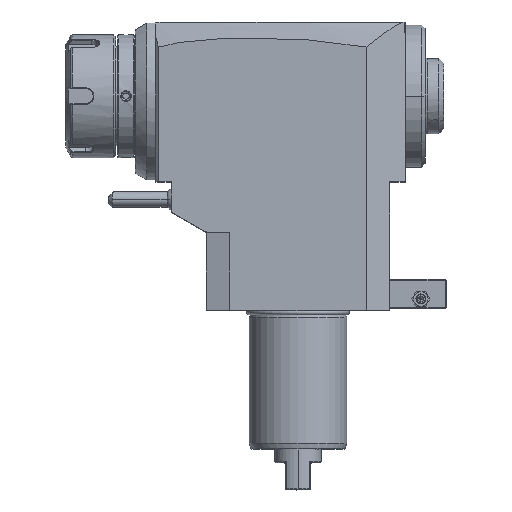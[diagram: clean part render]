
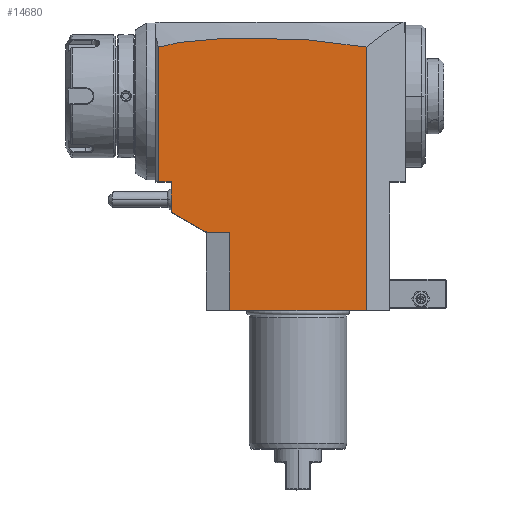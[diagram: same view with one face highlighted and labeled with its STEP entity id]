
A CAD part, top view. The second image highlights one B-rep face of the part: STEP entity #14680.
In plain terms, the highlighted planar face has unit normal (0, 0, 1).
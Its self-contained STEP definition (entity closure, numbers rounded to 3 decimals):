
#25=DIRECTION('',(-1.,0.,0.));
#26=VECTOR('',#25,70.);
#27=CARTESIAN_POINT('',(35.,0.,44.));
#28=LINE('',#27,#26);
#4469=DIRECTION('',(0.866,-0.5,0.));
#4470=VECTOR('',#4469,1.155);
#4471=CARTESIAN_POINT('',(-47.,40.577,44.));
#4472=LINE('',#4471,#4470);
#4473=DIRECTION('',(0.,1.,0.));
#4474=VECTOR('',#4473,0.577);
#4475=CARTESIAN_POINT('',(-47.,40.,44.));
#4476=LINE('',#4475,#4474);
#4477=DIRECTION('',(0.866,-0.5,0.));
#4478=VECTOR('',#4477,20.785);
#4479=CARTESIAN_POINT('',(-65.,50.392,44.));
#4480=LINE('',#4479,#4478);
#4481=DIRECTION('',(0.,-1.,0.));
#4482=VECTOR('',#4481,15.608);
#4483=CARTESIAN_POINT('',(-65.,66.,44.));
#4484=LINE('',#4483,#4482);
#4485=DIRECTION('',(0.,-1.,0.));
#4486=VECTOR('',#4485,69.054);
#4487=CARTESIAN_POINT('',(-71.5,135.054,44.));
#4488=LINE('',#4487,#4486);
#4489=CARTESIAN_POINT('',(35.,135.17,44.));
#4490=CARTESIAN_POINT('',(33.75,135.412,44.));
#4491=CARTESIAN_POINT('',(31.235,135.868,44.));
#4492=CARTESIAN_POINT('',(27.421,136.482,44.));
#4493=CARTESIAN_POINT('',(23.553,137.035,44.));
#4494=CARTESIAN_POINT('',(19.629,137.534,44.));
#4495=CARTESIAN_POINT('',(15.612,137.988,44.));
#4496=CARTESIAN_POINT('',(11.317,138.416,44.));
#4497=CARTESIAN_POINT('',(6.561,138.824,44.));
#4498=CARTESIAN_POINT('',(1.204,139.208,44.));
#4499=CARTESIAN_POINT('',(-4.429,139.525,44.));
#4500=CARTESIAN_POINT('',(-10.023,139.759,44.));
#4501=CARTESIAN_POINT('',(-15.568,139.913,44.));
#4502=CARTESIAN_POINT('',(-21.083,139.986,44.));
#4503=CARTESIAN_POINT('',(-26.525,139.98,44.));
#4504=CARTESIAN_POINT('',(-31.824,139.895,44.));
#4505=CARTESIAN_POINT('',(-36.782,139.737,44.));
#4506=CARTESIAN_POINT('',(-41.282,139.524,44.));
#4507=CARTESIAN_POINT('',(-45.238,139.276,44.));
#4508=CARTESIAN_POINT('',(-48.701,139.006,44.));
#4509=CARTESIAN_POINT('',(-51.762,138.721,44.));
#4510=CARTESIAN_POINT('',(-54.473,138.428,44.));
#4511=CARTESIAN_POINT('',(-56.89,138.13,44.));
#4512=CARTESIAN_POINT('',(-59.048,137.83,44.));
#4513=CARTESIAN_POINT('',(-60.957,137.534,44.));
#4514=CARTESIAN_POINT('',(-62.627,137.248,44.));
#4515=CARTESIAN_POINT('',(-64.104,136.971,44.));
#4516=CARTESIAN_POINT('',(-65.451,136.695,44.));
#4517=CARTESIAN_POINT('',(-66.727,136.411,44.));
#4518=CARTESIAN_POINT('',(-67.994,136.103,44.));
#4519=CARTESIAN_POINT('',(-69.23,135.772,44.));
#4520=CARTESIAN_POINT('',(-70.414,135.42,44.));
#4521=CARTESIAN_POINT('',(-71.146,135.178,44.));
#4522=CARTESIAN_POINT('',(-71.5,135.054,44.));
#4524=DIRECTION('',(0.,-1.,0.));
#4525=VECTOR('',#4524,135.17);
#4526=CARTESIAN_POINT('',(35.,135.17,44.));
#4527=LINE('',#4526,#4525);
#4568=DIRECTION('',(0.,-1.,0.));
#4569=VECTOR('',#4568,40.);
#4570=CARTESIAN_POINT('',(-35.,40.,44.));
#4571=LINE('',#4570,#4569);
#4584=DIRECTION('',(1.,0.,0.));
#4585=VECTOR('',#4584,11.);
#4586=CARTESIAN_POINT('',(-46.,40.,44.));
#4587=LINE('',#4586,#4585);
#4651=DIRECTION('',(1.,0.,0.));
#4652=VECTOR('',#4651,6.5);
#4653=CARTESIAN_POINT('',(-71.5,66.,44.));
#4654=LINE('',#4653,#4652);
#10098=CARTESIAN_POINT('',(-71.5,66.,44.));
#10099=VERTEX_POINT('',#10098);
#10100=VERTEX_POINT('',#4489);
#10101=VERTEX_POINT('',#4522);
#10120=CARTESIAN_POINT('',(-46.,40.,44.));
#10121=CARTESIAN_POINT('',(-35.,40.,44.));
#10122=VERTEX_POINT('',#10120);
#10123=VERTEX_POINT('',#10121);
#10458=CARTESIAN_POINT('',(35.,0.,44.));
#10459=CARTESIAN_POINT('',(-35.,0.,44.));
#10460=VERTEX_POINT('',#10458);
#10461=VERTEX_POINT('',#10459);
#10486=CARTESIAN_POINT('',(-65.,50.392,44.));
#10487=CARTESIAN_POINT('',(-47.,40.,44.));
#10488=VERTEX_POINT('',#10486);
#10489=VERTEX_POINT('',#10487);
#10538=CARTESIAN_POINT('',(-47.,40.577,44.));
#10540=VERTEX_POINT('',#10538);
#10610=CARTESIAN_POINT('',(-65.,66.,44.));
#10611=VERTEX_POINT('',#10610);
#14655=CARTESIAN_POINT('',(-53.475,40.,44.));
#14656=DIRECTION('',(0.,0.,1.));
#14657=DIRECTION('',(1.,0.,0.));
#14658=AXIS2_PLACEMENT_3D('',#14655,#14656,#14657);
#14659=PLANE('',#14658);
#14661=ORIENTED_EDGE('',*,*,#14660,.F.);
#14663=ORIENTED_EDGE('',*,*,#14662,.F.);
#14665=ORIENTED_EDGE('',*,*,#14664,.F.);
#14667=ORIENTED_EDGE('',*,*,#14666,.F.);
#14669=ORIENTED_EDGE('',*,*,#14668,.F.);
#14670=ORIENTED_EDGE('',*,*,#14346,.F.);
#14671=ORIENTED_EDGE('',*,*,#14393,.F.);
#14672=ORIENTED_EDGE('',*,*,#14648,.T.);
#14673=ORIENTED_EDGE('',*,*,#10639,.T.);
#14675=ORIENTED_EDGE('',*,*,#14674,.F.);
#14677=ORIENTED_EDGE('',*,*,#14676,.F.);
#14678=EDGE_LOOP('',(#14661,#14663,#14665,#14667,#14669,#14670,#14671,#14672,
#14673,#14675,#14677));
#14679=FACE_OUTER_BOUND('',#14678,.F.);
#4523=B_SPLINE_CURVE_WITH_KNOTS('',3,(#4489,#4490,#4491,#4492,#4493,#4494,#4495,
#4496,#4497,#4498,#4499,#4500,#4501,#4502,#4503,#4504,#4505,#4506,#4507,#4508,
#4509,#4510,#4511,#4512,#4513,#4514,#4515,#4516,#4517,#4518,#4519,#4520,#4521,
#4522),.UNSPECIFIED.,.F.,.F.,(4,1,1,1,1,1,1,1,1,1,1,1,1,1,1,1,1,1,1,1,1,1,1,1,1,
1,1,1,1,1,1,4),(0.,0.032,0.065,0.097,
0.129,0.161,0.194,0.226,
0.258,0.29,0.323,0.355,
0.387,0.419,0.452,0.484,
0.516,0.548,0.581,0.613,
0.645,0.677,0.71,0.742,
0.774,0.806,0.839,0.871,
0.903,0.935,0.968,1.),.UNSPECIFIED.);
#10639=EDGE_CURVE('',#10460,#10461,#28,.T.);
#14346=EDGE_CURVE('',#10101,#10099,#4488,.T.);
#14393=EDGE_CURVE('',#10100,#10101,#4523,.T.);
#14648=EDGE_CURVE('',#10100,#10460,#4527,.T.);
#14660=EDGE_CURVE('',#10540,#10122,#4472,.T.);
#14662=EDGE_CURVE('',#10489,#10540,#4476,.T.);
#14664=EDGE_CURVE('',#10488,#10489,#4480,.T.);
#14666=EDGE_CURVE('',#10611,#10488,#4484,.T.);
#14668=EDGE_CURVE('',#10099,#10611,#4654,.T.);
#14674=EDGE_CURVE('',#10123,#10461,#4571,.T.);
#14676=EDGE_CURVE('',#10122,#10123,#4587,.T.);
#14680=ADVANCED_FACE('',(#14679),#14659,.T.);
